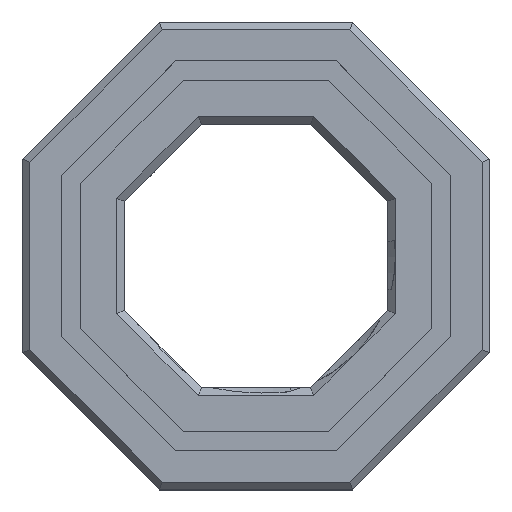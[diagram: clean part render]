
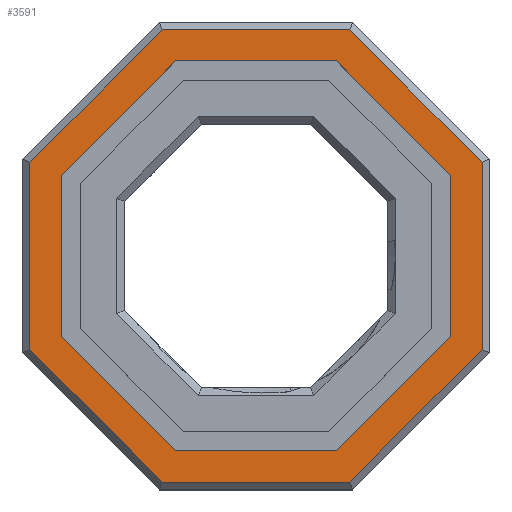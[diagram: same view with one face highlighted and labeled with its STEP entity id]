
A CAD part, top view. The second image highlights one B-rep face of the part: STEP entity #3591.
In plain terms, the highlighted planar face has unit normal (0, 0, 1).
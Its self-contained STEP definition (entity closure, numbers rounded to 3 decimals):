
#95=FACE_BOUND('',#711,.T.);
#506=FACE_OUTER_BOUND('',#710,.T.);
#710=EDGE_LOOP('',(#3131,#3132,#3133,#3134,#3135,#3136,#3137,#3138));
#711=EDGE_LOOP('',(#3139,#3140,#3141,#3142,#3143,#3144,#3145,#3146));
#972=LINE('',#7481,#1284);
#976=LINE('',#7489,#1288);
#979=LINE('',#7495,#1291);
#982=LINE('',#7501,#1294);
#985=LINE('',#7507,#1297);
#988=LINE('',#7513,#1300);
#991=LINE('',#7519,#1303);
#994=LINE('',#7524,#1306);
#996=LINE('',#7530,#1308);
#997=LINE('',#7532,#1309);
#998=LINE('',#7534,#1310);
#999=LINE('',#7536,#1311);
#1000=LINE('',#7538,#1312);
#1001=LINE('',#7540,#1313);
#1002=LINE('',#7542,#1314);
#1003=LINE('',#7543,#1315);
#1284=VECTOR('',#4254,10.);
#1288=VECTOR('',#4260,10.);
#1291=VECTOR('',#4265,10.);
#1294=VECTOR('',#4270,10.);
#1297=VECTOR('',#4275,10.);
#1300=VECTOR('',#4280,10.);
#1303=VECTOR('',#4285,10.);
#1306=VECTOR('',#4290,10.);
#1308=VECTOR('',#4296,10.);
#1309=VECTOR('',#4297,10.);
#1310=VECTOR('',#4298,10.);
#1311=VECTOR('',#4299,10.);
#1312=VECTOR('',#4300,10.);
#1313=VECTOR('',#4301,10.);
#1314=VECTOR('',#4302,10.);
#1315=VECTOR('',#4303,10.);
#1669=VERTEX_POINT('',#7479);
#1670=VERTEX_POINT('',#7480);
#1673=VERTEX_POINT('',#7488);
#1675=VERTEX_POINT('',#7494);
#1677=VERTEX_POINT('',#7500);
#1679=VERTEX_POINT('',#7506);
#1681=VERTEX_POINT('',#7512);
#1683=VERTEX_POINT('',#7518);
#1685=VERTEX_POINT('',#7528);
#1686=VERTEX_POINT('',#7529);
#1687=VERTEX_POINT('',#7531);
#1688=VERTEX_POINT('',#7533);
#1689=VERTEX_POINT('',#7535);
#1690=VERTEX_POINT('',#7537);
#1691=VERTEX_POINT('',#7539);
#1692=VERTEX_POINT('',#7541);
#2167=EDGE_CURVE('',#1669,#1670,#972,.T.);
#2171=EDGE_CURVE('',#1673,#1669,#976,.T.);
#2174=EDGE_CURVE('',#1675,#1673,#979,.T.);
#2177=EDGE_CURVE('',#1677,#1675,#982,.T.);
#2180=EDGE_CURVE('',#1679,#1677,#985,.T.);
#2183=EDGE_CURVE('',#1681,#1679,#988,.T.);
#2186=EDGE_CURVE('',#1683,#1681,#991,.T.);
#2189=EDGE_CURVE('',#1670,#1683,#994,.T.);
#2191=EDGE_CURVE('',#1685,#1686,#996,.T.);
#2192=EDGE_CURVE('',#1687,#1685,#997,.T.);
#2193=EDGE_CURVE('',#1688,#1687,#998,.T.);
#2194=EDGE_CURVE('',#1689,#1688,#999,.T.);
#2195=EDGE_CURVE('',#1690,#1689,#1000,.T.);
#2196=EDGE_CURVE('',#1691,#1690,#1001,.T.);
#2197=EDGE_CURVE('',#1692,#1691,#1002,.T.);
#2198=EDGE_CURVE('',#1686,#1692,#1003,.T.);
#3131=ORIENTED_EDGE('',*,*,#2191,.F.);
#3132=ORIENTED_EDGE('',*,*,#2192,.F.);
#3133=ORIENTED_EDGE('',*,*,#2193,.F.);
#3134=ORIENTED_EDGE('',*,*,#2194,.F.);
#3135=ORIENTED_EDGE('',*,*,#2195,.F.);
#3136=ORIENTED_EDGE('',*,*,#2196,.F.);
#3137=ORIENTED_EDGE('',*,*,#2197,.F.);
#3138=ORIENTED_EDGE('',*,*,#2198,.F.);
#3139=ORIENTED_EDGE('',*,*,#2167,.T.);
#3140=ORIENTED_EDGE('',*,*,#2189,.T.);
#3141=ORIENTED_EDGE('',*,*,#2186,.T.);
#3142=ORIENTED_EDGE('',*,*,#2183,.T.);
#3143=ORIENTED_EDGE('',*,*,#2180,.T.);
#3144=ORIENTED_EDGE('',*,*,#2177,.T.);
#3145=ORIENTED_EDGE('',*,*,#2174,.T.);
#3146=ORIENTED_EDGE('',*,*,#2171,.T.);
#3394=PLANE('',#3753);
#3591=ADVANCED_FACE('',(#506,#95),#3394,.T.);
#3753=AXIS2_PLACEMENT_3D('',#7527,#4294,#4295);
#4254=DIRECTION('',(0.,-1.,0.));
#4260=DIRECTION('',(0.707,-0.707,0.));
#4265=DIRECTION('',(1.,0.,0.));
#4270=DIRECTION('',(0.707,0.707,0.));
#4275=DIRECTION('',(0.,1.,0.));
#4280=DIRECTION('',(-0.707,0.707,0.));
#4285=DIRECTION('',(-1.,0.,0.));
#4290=DIRECTION('',(-0.707,-0.707,0.));
#4294=DIRECTION('center_axis',(0.,0.,1.));
#4295=DIRECTION('ref_axis',(1.,0.,0.));
#4296=DIRECTION('',(-0.707,-0.707,0.));
#4297=DIRECTION('',(0.,-1.,0.));
#4298=DIRECTION('',(0.707,-0.707,0.));
#4299=DIRECTION('',(1.,0.,0.));
#4300=DIRECTION('',(0.707,0.707,0.));
#4301=DIRECTION('',(0.,1.,0.));
#4302=DIRECTION('',(-0.707,0.707,0.));
#4303=DIRECTION('',(-1.,0.,0.));
#7479=CARTESIAN_POINT('',(10.,4.142,9.));
#7480=CARTESIAN_POINT('',(10.,-4.142,9.));
#7481=CARTESIAN_POINT('',(10.,2.071,9.));
#7488=CARTESIAN_POINT('',(4.142,10.,9.));
#7489=CARTESIAN_POINT('',(7.269,6.873,9.));
#7494=CARTESIAN_POINT('',(-4.142,10.,9.));
#7495=CARTESIAN_POINT('',(1.254,10.,9.));
#7500=CARTESIAN_POINT('',(-10.,4.142,9.));
#7501=CARTESIAN_POINT('',(-6.873,7.269,9.));
#7506=CARTESIAN_POINT('',(-10.,-4.142,9.));
#7507=CARTESIAN_POINT('',(-10.,-2.071,9.));
#7512=CARTESIAN_POINT('',(-4.142,-10.,9.));
#7513=CARTESIAN_POINT('',(-3.944,-10.198,9.));
#7518=CARTESIAN_POINT('',(4.142,-10.,9.));
#7519=CARTESIAN_POINT('',(5.396,-10.,9.));
#7524=CARTESIAN_POINT('',(10.198,-3.944,9.));
#7527=CARTESIAN_POINT('Origin',(6.65,0.,9.));
#7528=CARTESIAN_POINT('',(11.6,-4.805,9.));
#7529=CARTESIAN_POINT('',(4.805,-11.6,9.));
#7530=CARTESIAN_POINT('',(8.876,-7.528,9.));
#7531=CARTESIAN_POINT('',(11.6,4.805,9.));
#7532=CARTESIAN_POINT('',(11.6,0.,9.));
#7533=CARTESIAN_POINT('',(4.805,11.6,9.));
#7534=CARTESIAN_POINT('',(10.853,5.551,9.));
#7535=CARTESIAN_POINT('',(-4.805,11.6,9.));
#7536=CARTESIAN_POINT('',(4.723,11.6,9.));
#7537=CARTESIAN_POINT('',(-11.6,4.805,9.));
#7538=CARTESIAN_POINT('',(-5.551,10.853,9.));
#7539=CARTESIAN_POINT('',(-11.6,-4.805,9.));
#7540=CARTESIAN_POINT('',(-11.6,1.398,9.));
#7541=CARTESIAN_POINT('',(-4.805,-11.6,9.));
#7542=CARTESIAN_POINT('',(-7.528,-8.876,9.));
#7543=CARTESIAN_POINT('',(1.927,-11.6,9.));
